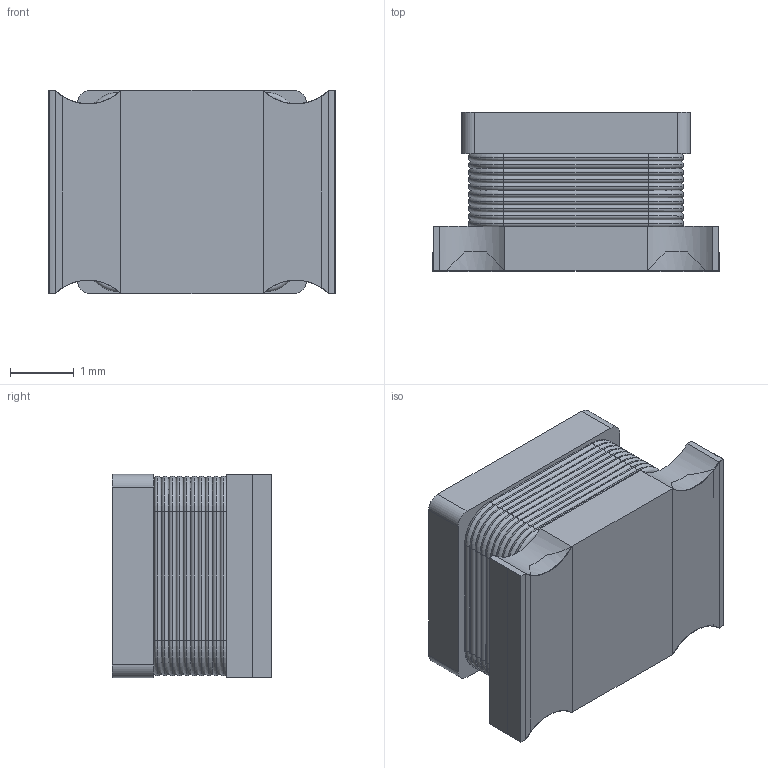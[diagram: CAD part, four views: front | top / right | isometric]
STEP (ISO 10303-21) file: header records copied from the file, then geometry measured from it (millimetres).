
FILE_DESCRIPTION (( 'STEP AP214' ), '1' );
FILE_NAME ('PDS3226 Series SDM Power Inductor.STEP', '2023-12-30T08:00:38', ( '微软用户' ), ( '微软中国' ), 'SwSTEP 2.0', 'SolidWorks 2018', '' );
FILE_SCHEMA (( 'AUTOMOTIVE_DESIGN' ));
Length unit declared in the file: millimetre
Products named in the file (1): PDS3226  Series SDM Power Inductor
Bounding box: 4.5 x 2.51 x 3.2 mm (x, y, z)
Surface area: 145.7 mm2 (no closed solid volume)
Topology: 0 solids, 17 shells, 246 faces, 522 edges, 292 vertices
Faces by surface type: cylinder 108, torus 80, plane 58
Entity records: 8856 total; most frequent: DIRECTION 1300, CARTESIAN_POINT 1109, ORIENTED_EDGE 1044, AXIS2_PLACEMENT_3D 547, EDGE_CURVE 522, CIRCLE 300, VERTEX_POINT 292, EDGE_LOOP 248
